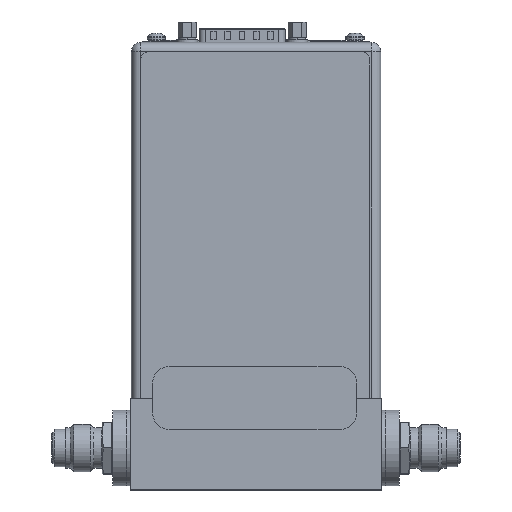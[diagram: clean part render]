
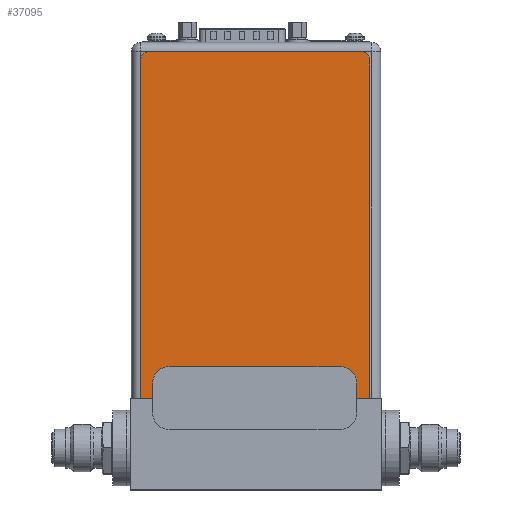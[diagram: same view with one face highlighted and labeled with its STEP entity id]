
A CAD part, top view. The second image highlights one B-rep face of the part: STEP entity #37095.
In plain terms, the highlighted planar face has unit normal (0, 0, 1).
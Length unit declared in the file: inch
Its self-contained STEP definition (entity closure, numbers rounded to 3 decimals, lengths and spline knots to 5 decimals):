
#36928=CARTESIAN_POINT('',(2.63,4.04,0.004));
#36929=DIRECTION('',(0.,0.,-1.));
#36930=DIRECTION('',(0.,1.,0.));
#36931=AXIS2_PLACEMENT_3D('',#36928,#36929,#36930);
#36933=DIRECTION('',(0.,-1.,0.));
#36934=VECTOR('',#36933,4.04);
#36935=CARTESIAN_POINT('',(2.73,4.04,0.004));
#36936=LINE('',#36935,#36934);
#36937=DIRECTION('',(-1.,0.,0.));
#36938=VECTOR('',#36937,2.73);
#36939=CARTESIAN_POINT('',(2.73,0.,0.004));
#36940=LINE('',#36939,#36938);
#36941=DIRECTION('',(0.,1.,0.));
#36942=VECTOR('',#36941,4.04);
#36943=CARTESIAN_POINT('',(0.,0.,0.004));
#36944=LINE('',#36943,#36942);
#36945=CARTESIAN_POINT('',(0.1,4.04,0.004));
#36946=DIRECTION('',(0.,0.,-1.));
#36947=DIRECTION('',(-1.,0.,0.));
#36948=AXIS2_PLACEMENT_3D('',#36945,#36946,#36947);
#36950=DIRECTION('',(1.,0.,0.));
#36951=VECTOR('',#36950,2.53);
#36952=CARTESIAN_POINT('',(0.1,4.14,0.004));
#36953=LINE('',#36952,#36951);
#36966=CARTESIAN_POINT('',(2.73,4.04,0.004));
#36967=VERTEX_POINT('',#36966);
#36968=CARTESIAN_POINT('',(2.63,4.14,0.004));
#36969=VERTEX_POINT('',#36968);
#36970=CARTESIAN_POINT('',(2.73,0.,0.004));
#36971=VERTEX_POINT('',#36970);
#36972=CARTESIAN_POINT('',(0.,0.,0.004));
#36973=VERTEX_POINT('',#36972);
#36974=CARTESIAN_POINT('',(0.,4.04,0.004));
#36975=VERTEX_POINT('',#36974);
#36976=CARTESIAN_POINT('',(0.1,4.14,0.004));
#36977=VERTEX_POINT('',#36976);
#37082=CARTESIAN_POINT('',(0.,0.,0.004));
#37083=DIRECTION('',(0.,0.,1.));
#37084=DIRECTION('',(1.,0.,0.));
#37085=AXIS2_PLACEMENT_3D('',#37082,#37083,#37084);
#37086=PLANE('',#37085);
#37087=ORIENTED_EDGE('',*,*,#37006,.T.);
#37088=ORIENTED_EDGE('',*,*,#37022,.T.);
#37089=ORIENTED_EDGE('',*,*,#37035,.T.);
#37090=ORIENTED_EDGE('',*,*,#37048,.T.);
#37091=ORIENTED_EDGE('',*,*,#37063,.T.);
#37092=ORIENTED_EDGE('',*,*,#37075,.T.);
#37093=EDGE_LOOP('',(#37087,#37088,#37089,#37090,#37091,#37092));
#37094=FACE_OUTER_BOUND('',#37093,.F.);
#37095=ADVANCED_FACE('',(#37094),#37086,.T.);
#36932=CIRCLE('',#36931,0.1);
#36949=CIRCLE('',#36948,0.1);
#37006=EDGE_CURVE('',#36969,#36967,#36932,.T.);
#37022=EDGE_CURVE('',#36967,#36971,#36936,.T.);
#37035=EDGE_CURVE('',#36971,#36973,#36940,.T.);
#37048=EDGE_CURVE('',#36973,#36975,#36944,.T.);
#37063=EDGE_CURVE('',#36975,#36977,#36949,.T.);
#37075=EDGE_CURVE('',#36977,#36969,#36953,.T.);
